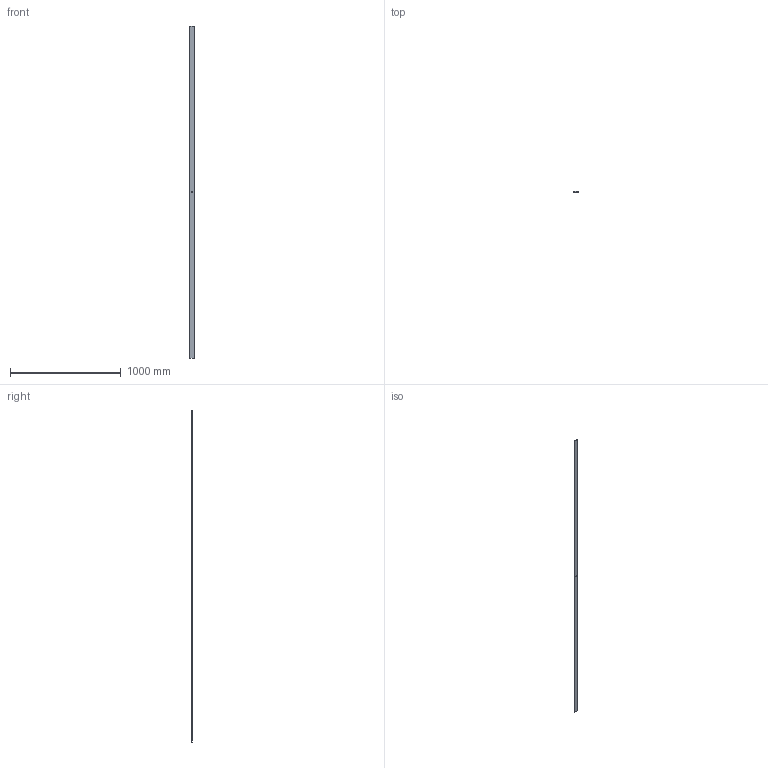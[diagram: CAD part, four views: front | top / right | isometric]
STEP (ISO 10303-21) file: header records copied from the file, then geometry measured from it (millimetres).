
FILE_DESCRIPTION (( 'STEP AP203' ), '1' );
FILE_NAME ('2101-40.step', '2022-04-27T08:05:35', ( '' ), ( '' ), 'SwSTEP 2.0', 'SolidWorks 2018', '' );
FILE_SCHEMA (( 'CONFIG_CONTROL_DESIGN' ));
Length unit declared in the file: millimetre
Products named in the file (1): 2101-40
Bounding box: 40 x 8 x 3000 mm (x, y, z)
Volume: 725212.2 mm3; surface area: 270927.1 mm2
Topology: 1 solids, 1 shells, 682 faces, 1974 edges, 1316 vertices
Faces by surface type: torus 300, cylinder 150, plane 140, bspline 92
Entity records: 48783 total; most frequent: CARTESIAN_POINT 34365, ORIENTED_EDGE 3948, EDGE_CURVE 1974, DIRECTION 1772, VERTEX_POINT 1316, B_SPLINE_CURVE_WITH_KNOTS 784, EDGE_LOOP 704, FACE_OUTER_BOUND 682
